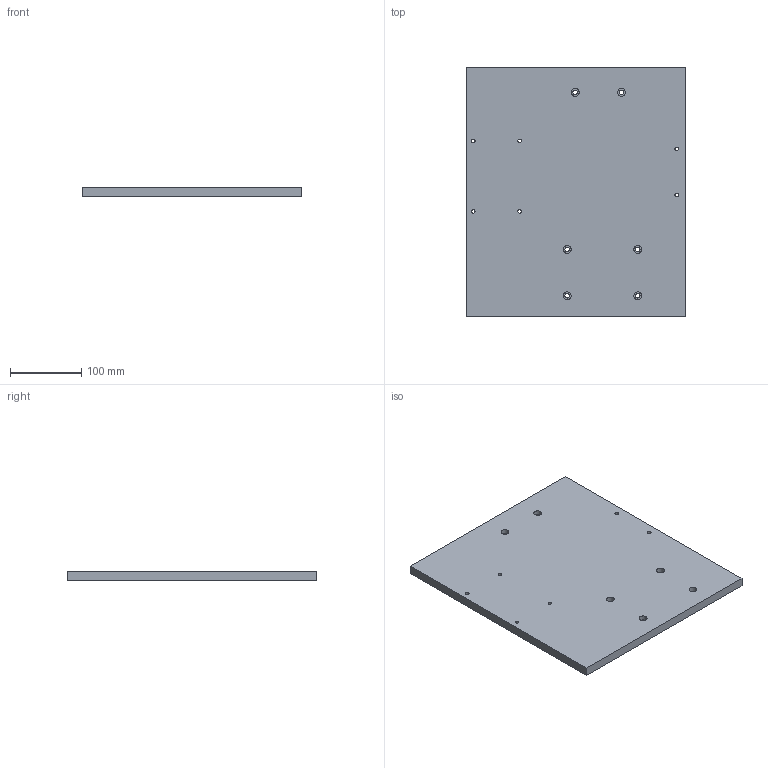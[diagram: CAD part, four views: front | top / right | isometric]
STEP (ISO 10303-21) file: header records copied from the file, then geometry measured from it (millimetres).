
FILE_DESCRIPTION(/* description */ (''),/* implementation_level */ '2;1');
FILE_NAME(/* name */ '0524_base plate slab stage.stp',/* time_stamp */ '2020-05-25T21:06:47-07:00',/* author */ (''),/* organization */ (''),/* preprocessor_version */ 'ST-DEVELOPER v14',/* originating_system */ 'SIEMENS PLM Software NX 8.0',/* authorisation */ '');
FILE_SCHEMA (('AUTOMOTIVE_DESIGN { 1 0 10303 214 3 1 1 1 }'));
Length unit declared in the file: millimetre
Products named in the file (1): 0524_base plate slab stage
Bounding box: 308.38 x 351 x 12.7 mm (x, y, z)
Volume: 1368175.5 mm3; surface area: 235931.6 mm2
Topology: 1 solids, 1 shells, 30 faces, 72 edges, 50 vertices
Faces by surface type: cylinder 18, plane 12
Full cylindrical faces by diameter (mm): 5 x6, 6.4 x6, 11 x6
Entity records: 828 total; most frequent: DIRECTION 146, CARTESIAN_POINT 123, ORIENTED_EDGE 96, EDGE_LOOP 78, FACE_BOUND 74, AXIS2_PLACEMENT_3D 67, EDGE_CURVE 48, VERTEX_POINT 44
